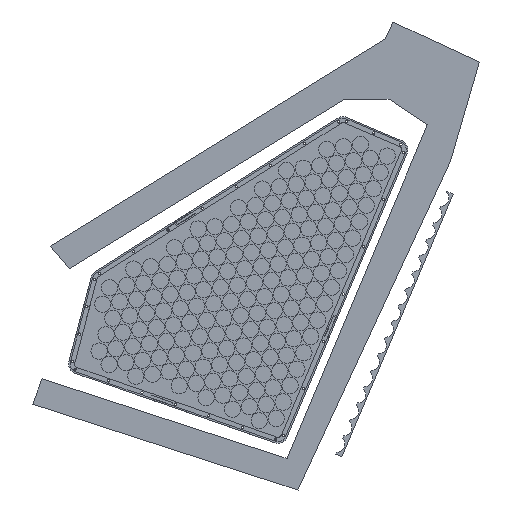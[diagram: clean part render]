
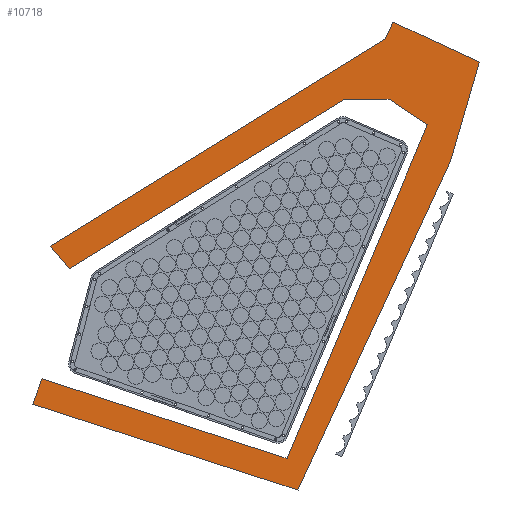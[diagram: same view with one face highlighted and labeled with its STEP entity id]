
A CAD part, front view. The second image highlights one B-rep face of the part: STEP entity #10718.
In plain terms, the highlighted planar face has unit normal (0, -1, 0).
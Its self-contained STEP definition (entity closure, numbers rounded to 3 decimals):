
#1567=FACE_OUTER_BOUND('',#2441,.T.);
#2441=EDGE_LOOP('',(#8773,#8774,#8775,#8776,#8777,#8778,#8779,#8780,#8781,
#8782,#8783,#8784,#8785));
#3761=LINE('',#18301,#4439);
#3765=LINE('',#18309,#4443);
#3768=LINE('',#18315,#4446);
#3771=LINE('',#18321,#4449);
#3774=LINE('',#18327,#4452);
#3777=LINE('',#18333,#4455);
#3780=LINE('',#18339,#4458);
#3783=LINE('',#18345,#4461);
#3786=LINE('',#18351,#4464);
#3789=LINE('',#18357,#4467);
#3792=LINE('',#18363,#4470);
#3795=LINE('',#18369,#4473);
#3798=LINE('',#18374,#4476);
#4439=VECTOR('',#15222,10.);
#4443=VECTOR('',#15228,10.);
#4446=VECTOR('',#15233,10.);
#4449=VECTOR('',#15238,10.);
#4452=VECTOR('',#15243,10.);
#4455=VECTOR('',#15248,10.);
#4458=VECTOR('',#15253,10.);
#4461=VECTOR('',#15258,10.);
#4464=VECTOR('',#15263,10.);
#4467=VECTOR('',#15268,10.);
#4470=VECTOR('',#15273,10.);
#4473=VECTOR('',#15278,10.);
#4476=VECTOR('',#15283,10.);
#5292=VERTEX_POINT('',#18299);
#5293=VERTEX_POINT('',#18300);
#5296=VERTEX_POINT('',#18308);
#5298=VERTEX_POINT('',#18314);
#5300=VERTEX_POINT('',#18320);
#5302=VERTEX_POINT('',#18326);
#5304=VERTEX_POINT('',#18332);
#5306=VERTEX_POINT('',#18338);
#5308=VERTEX_POINT('',#18344);
#5310=VERTEX_POINT('',#18350);
#5312=VERTEX_POINT('',#18356);
#5314=VERTEX_POINT('',#18362);
#5316=VERTEX_POINT('',#18368);
#6477=EDGE_CURVE('',#5292,#5293,#3761,.T.);
#6481=EDGE_CURVE('',#5293,#5296,#3765,.T.);
#6484=EDGE_CURVE('',#5296,#5298,#3768,.T.);
#6487=EDGE_CURVE('',#5298,#5300,#3771,.T.);
#6490=EDGE_CURVE('',#5300,#5302,#3774,.T.);
#6493=EDGE_CURVE('',#5302,#5304,#3777,.T.);
#6496=EDGE_CURVE('',#5304,#5306,#3780,.T.);
#6499=EDGE_CURVE('',#5308,#5306,#3783,.T.);
#6502=EDGE_CURVE('',#5310,#5308,#3786,.T.);
#6505=EDGE_CURVE('',#5310,#5312,#3789,.T.);
#6508=EDGE_CURVE('',#5314,#5312,#3792,.T.);
#6511=EDGE_CURVE('',#5316,#5314,#3795,.T.);
#6514=EDGE_CURVE('',#5292,#5316,#3798,.T.);
#8773=ORIENTED_EDGE('',*,*,#6514,.F.);
#8774=ORIENTED_EDGE('',*,*,#6477,.T.);
#8775=ORIENTED_EDGE('',*,*,#6481,.T.);
#8776=ORIENTED_EDGE('',*,*,#6484,.T.);
#8777=ORIENTED_EDGE('',*,*,#6487,.T.);
#8778=ORIENTED_EDGE('',*,*,#6490,.T.);
#8779=ORIENTED_EDGE('',*,*,#6493,.T.);
#8780=ORIENTED_EDGE('',*,*,#6496,.T.);
#8781=ORIENTED_EDGE('',*,*,#6499,.F.);
#8782=ORIENTED_EDGE('',*,*,#6502,.F.);
#8783=ORIENTED_EDGE('',*,*,#6505,.T.);
#8784=ORIENTED_EDGE('',*,*,#6508,.F.);
#8785=ORIENTED_EDGE('',*,*,#6511,.F.);
#9988=PLANE('',#12206);
#10718=ADVANCED_FACE('',(#1567),#9988,.F.);
#12206=AXIS2_PLACEMENT_3D('',#18377,#15287,#15288);
#15222=DIRECTION('',(0.951,0.,-0.308));
#15228=DIRECTION('',(0.421,0.,0.907));
#15233=DIRECTION('',(0.279,0.,0.96));
#15238=DIRECTION('',(-0.907,0.,0.421));
#15243=DIRECTION('',(-0.421,0.,-0.907));
#15248=DIRECTION('',(-0.851,0.,-0.526));
#15253=DIRECTION('',(0.647,0.,-0.762));
#15258=DIRECTION('',(-0.851,0.,-0.524));
#15263=DIRECTION('',(-1.,0.,0.));
#15268=DIRECTION('',(0.832,0.,-0.555));
#15273=DIRECTION('',(0.388,0.,0.922));
#15278=DIRECTION('',(0.951,0.,-0.309));
#15283=DIRECTION('',(0.348,0.,0.938));
#15287=DIRECTION('center_axis',(0.,1.,0.));
#15288=DIRECTION('ref_axis',(1.,0.,0.));
#18299=CARTESIAN_POINT('',(-272.743,0.,-119.018));
#18300=CARTESIAN_POINT('',(70.,0.,-230.));
#18301=CARTESIAN_POINT('',(-272.743,0.,-119.018));
#18308=CARTESIAN_POINT('',(266.835,0.,194.383));
#18309=CARTESIAN_POINT('',(70.,0.,-230.));
#18314=CARTESIAN_POINT('',(304.185,0.,322.867));
#18315=CARTESIAN_POINT('',(266.835,0.,194.383));
#18320=CARTESIAN_POINT('',(192.607,0.,374.618));
#18321=CARTESIAN_POINT('',(304.185,0.,322.867));
#18326=CARTESIAN_POINT('',(182.206,0.,352.193));
#18327=CARTESIAN_POINT('',(192.607,0.,374.618));
#18332=CARTESIAN_POINT('',(-250.,0.,85.));
#18333=CARTESIAN_POINT('',(182.206,0.,352.193));
#18338=CARTESIAN_POINT('',(-225.304,0.,55.905));
#18339=CARTESIAN_POINT('',(-250.,0.,85.));
#18344=CARTESIAN_POINT('',(130.,0.,274.75));
#18345=CARTESIAN_POINT('',(130.,0.,274.75));
#18350=CARTESIAN_POINT('',(187.565,0.,274.75));
#18351=CARTESIAN_POINT('',(187.565,0.,274.75));
#18356=CARTESIAN_POINT('',(237.165,0.,241.647));
#18357=CARTESIAN_POINT('',(187.565,0.,274.75));
#18362=CARTESIAN_POINT('',(55.782,0.,-189.2));
#18363=CARTESIAN_POINT('',(55.782,0.,-189.2));
#18368=CARTESIAN_POINT('',(-260.679,0.,-86.514));
#18369=CARTESIAN_POINT('',(-260.679,0.,-86.514));
#18374=CARTESIAN_POINT('',(-272.743,0.,-119.018));
#18377=CARTESIAN_POINT('Origin',(15.721,0.,72.309));
